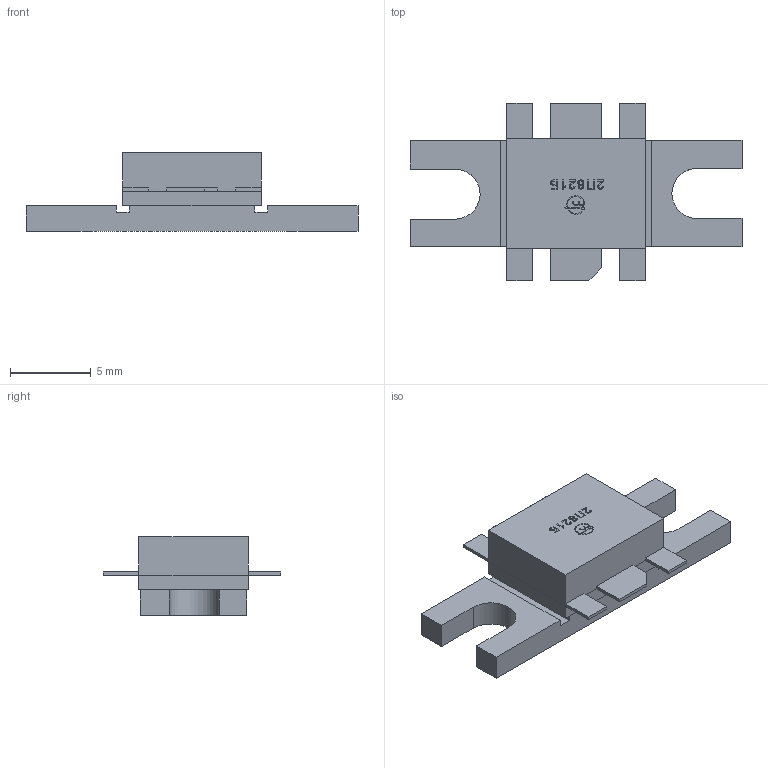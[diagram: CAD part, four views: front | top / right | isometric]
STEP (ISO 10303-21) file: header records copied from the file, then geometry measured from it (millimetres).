
FILE_DESCRIPTION(('STEP AP242'), '1');
FILE_NAME('弅-83', '', ('UNSPECIFIED'), ('UNSPECIFIED'), 'C3D Converter', 'C3D Toolkit', '');
FILE_SCHEMA(('AP242_MANAGED_MODEL_BASED_3D_ENGINEERING_MIM_LF { 1 0 10303 442 1 1 4 }'));
Length unit declared in the file: millimetre
Bounding box: 20.6 x 11 x 4.9 mm (x, y, z)
Volume: 371.8 mm3; surface area: 515.8 mm2
Topology: 1 solids, 1 shells, 218 faces, 590 edges, 392 vertices
Faces by surface type: plane 117, extrusion 84, cylinder 17
Full cylindrical faces by diameter (mm): 0.194 x1
Entity records: 8678 total; most frequent: CARTESIAN_POINT 1704, ORIENTED_EDGE 1178, DIRECTION 809, EDGE_CURVE 589, VECTOR 471, VERTEX_POINT 392, LINE 387, B_SPLINE_CURVE_WITH_KNOTS 252
